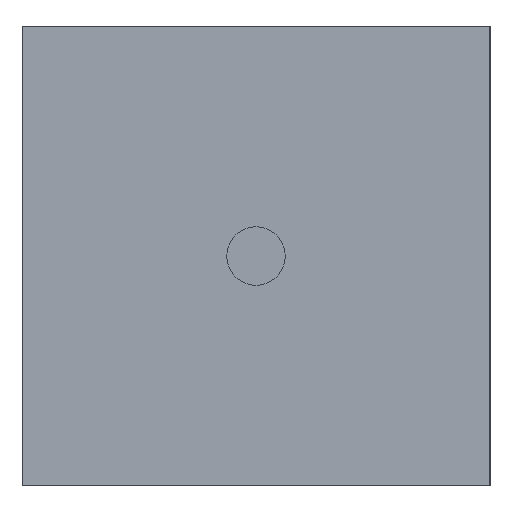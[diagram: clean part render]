
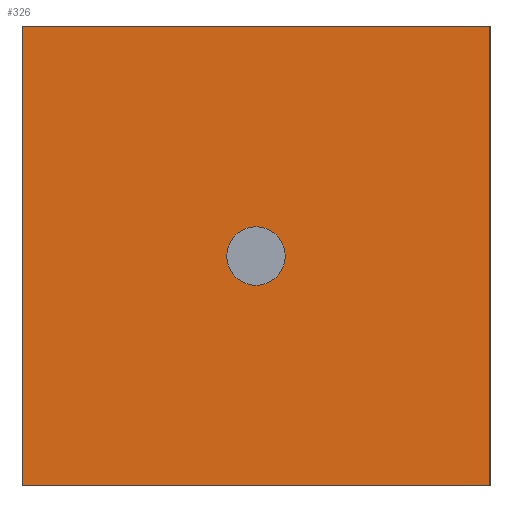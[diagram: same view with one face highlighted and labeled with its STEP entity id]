
A CAD part, left-side view. The second image highlights one B-rep face of the part: STEP entity #326.
In plain terms, the highlighted planar face has unit normal (-1, 0, 0).
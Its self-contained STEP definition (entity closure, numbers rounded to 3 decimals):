
#19 = LINE ( 'NONE', #2063, #1779 ) ;
#32 = CARTESIAN_POINT ( 'NONE',  ( 0., 0., -5.5 ) ) ;
#59 = DIRECTION ( 'NONE',  ( 0., 0., 1. ) ) ;
#94 = ORIENTED_EDGE ( 'NONE', *, *, #573, .F. ) ;
#150 = CARTESIAN_POINT ( 'NONE',  ( 0., 0., -5.5 ) ) ;
#200 = AXIS2_PLACEMENT_3D ( 'NONE', #1585, #1762, #59 ) ;
#239 = AXIS2_PLACEMENT_3D ( 'NONE', #1603, #1455, #1638 ) ;
#289 = FACE_OUTER_BOUND ( 'NONE', #603, .T. ) ;
#290 = CARTESIAN_POINT ( 'NONE',  ( 0., 0., 0. ) ) ;
#326 = ADVANCED_FACE ( 'NONE', ( #1247, #289 ), #654, .T. ) ;
#334 = VERTEX_POINT ( 'NONE', #1153 ) ;
#352 = VECTOR ( 'NONE', #1452, 1000. ) ;
#354 = ORIENTED_EDGE ( 'NONE', *, *, #2024, .F. ) ;
#364 = ORIENTED_EDGE ( 'NONE', *, *, #1859, .F. ) ;
#463 = CARTESIAN_POINT ( 'NONE',  ( 0., 5.6, 0. ) ) ;
#505 = LINE ( 'NONE', #1764, #1526 ) ;
#524 = DIRECTION ( 'NONE',  ( 0., -1., 0. ) ) ;
#573 = EDGE_CURVE ( 'NONE', #334, #1280, #505, .T. ) ;
#603 = EDGE_LOOP ( 'NONE', ( #354, #94, #1333, #364 ) ) ;
#654 = PLANE ( 'NONE',  #735 ) ;
#656 = LINE ( 'NONE', #791, #352 ) ;
#735 = AXIS2_PLACEMENT_3D ( 'NONE', #290, #1700, #1852 ) ;
#748 = EDGE_CURVE ( 'NONE', #1356, #1933, #885, .T. ) ;
#755 = ORIENTED_EDGE ( 'NONE', *, *, #941, .F. ) ;
#791 = CARTESIAN_POINT ( 'NONE',  ( 0., 0., 0. ) ) ;
#885 = CIRCLE ( 'NONE', #239, 0.35 ) ;
#892 = LINE ( 'NONE', #150, #1805 ) ;
#941 = EDGE_CURVE ( 'NONE', #1933, #1356, #1068, .T. ) ;
#1067 = CARTESIAN_POINT ( 'NONE',  ( 0., 0., 0. ) ) ;
#1068 = CIRCLE ( 'NONE', #200, 0.35 ) ;
#1092 = ORIENTED_EDGE ( 'NONE', *, *, #748, .F. ) ;
#1153 = CARTESIAN_POINT ( 'NONE',  ( 0., 5.6, -5.5 ) ) ;
#1247 = FACE_BOUND ( 'NONE', #1839, .T. ) ;
#1280 = VERTEX_POINT ( 'NONE', #463 ) ;
#1333 = ORIENTED_EDGE ( 'NONE', *, *, #1952, .F. ) ;
#1356 = VERTEX_POINT ( 'NONE', #1902 ) ;
#1452 = DIRECTION ( 'NONE',  ( 0., 0., -1. ) ) ;
#1455 = DIRECTION ( 'NONE',  ( -1., 0., 0. ) ) ;
#1504 = CARTESIAN_POINT ( 'NONE',  ( 0., 2.8, -2.4 ) ) ;
#1526 = VECTOR ( 'NONE', #1565, 1000. ) ;
#1565 = DIRECTION ( 'NONE',  ( 0., 0., 1. ) ) ;
#1585 = CARTESIAN_POINT ( 'NONE',  ( 0., 2.8, -2.75 ) ) ;
#1594 = VERTEX_POINT ( 'NONE', #1067 ) ;
#1597 = VERTEX_POINT ( 'NONE', #32 ) ;
#1603 = CARTESIAN_POINT ( 'NONE',  ( 0., 2.8, -2.75 ) ) ;
#1638 = DIRECTION ( 'NONE',  ( 0., 0., 1. ) ) ;
#1700 = DIRECTION ( 'NONE',  ( -1., 0., 0. ) ) ;
#1762 = DIRECTION ( 'NONE',  ( -1., 0., 0. ) ) ;
#1764 = CARTESIAN_POINT ( 'NONE',  ( 0., 5.6, 0. ) ) ;
#1779 = VECTOR ( 'NONE', #524, 1000. ) ;
#1805 = VECTOR ( 'NONE', #2036, 1000. ) ;
#1839 = EDGE_LOOP ( 'NONE', ( #1092, #755 ) ) ;
#1852 = DIRECTION ( 'NONE',  ( 0., 0., 1. ) ) ;
#1859 = EDGE_CURVE ( 'NONE', #1594, #1597, #656, .T. ) ;
#1902 = CARTESIAN_POINT ( 'NONE',  ( 0., 2.8, -3.1 ) ) ;
#1933 = VERTEX_POINT ( 'NONE', #1504 ) ;
#1952 = EDGE_CURVE ( 'NONE', #1597, #334, #892, .T. ) ;
#2024 = EDGE_CURVE ( 'NONE', #1280, #1594, #19, .T. ) ;
#2036 = DIRECTION ( 'NONE',  ( 0., 1., 0. ) ) ;
#2063 = CARTESIAN_POINT ( 'NONE',  ( 0., 0., 0. ) ) ;
